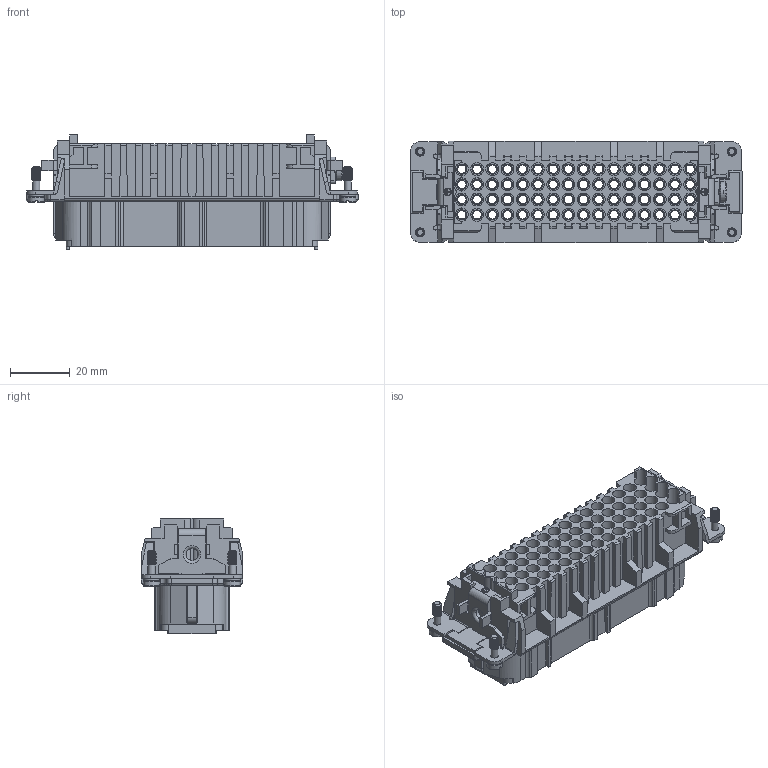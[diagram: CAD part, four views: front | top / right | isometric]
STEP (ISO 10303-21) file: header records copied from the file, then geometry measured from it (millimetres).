
FILE_DESCRIPTION(/* description */ (''),/* implementation_level */ '2;1');
FILE_NAME(/* name */ 'HD-064-FC.stp',/* time_stamp */ '2023-06-12T10:58:38+08:00',/* author */ (''),/* organization */ (''),/* preprocessor_version */ 'ST-DEVELOPER v16',/* originating_system */ 'SIEMENS PLM Software NX 10.0',/* authorisation */ '');
FILE_SCHEMA (('AUTOMOTIVE_DESIGN { 1 0 10303 214 3 1 1 1 }'));
Products named in the file (1): Admi17D4EF644dk8
Bounding box: 110.8 x 33.8 x 38.65 mm (x, y, z)
Volume: 49363.9 mm3; surface area: 47107.3 mm2
Topology: 1 solids, 1 shells, 1560 faces, 4013 edges, 2635 vertices
Faces by surface type: plane 919, cylinder 514, torus 59, cone 53, bspline 15
Full cylindrical faces by diameter (mm): 2.4 x10, 2.562 x2, 2.8 x64, 3.1 x64, 3.4 x64, 4 x2, 4.3 x64, 5.4 x36, 6.4 x2, 7 x1
Entity records: 56812 total; most frequent: CARTESIAN_POINT 20147, DIRECTION 7582, ORIENTED_EDGE 6980, EDGE_CURVE 3490, AXIS2_PLACEMENT_3D 2696, VERTEX_POINT 2508, EDGE_LOOP 2296, LINE 2190
